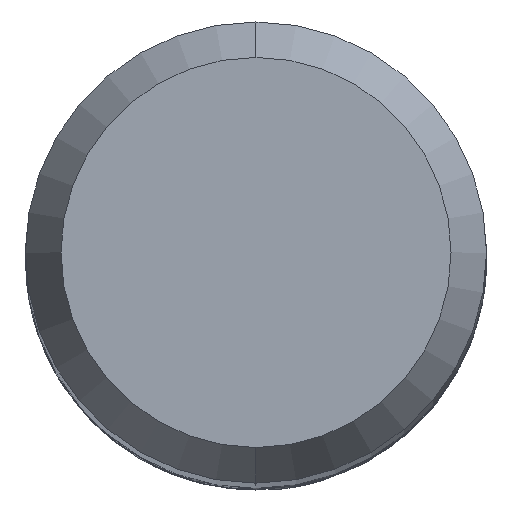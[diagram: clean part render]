
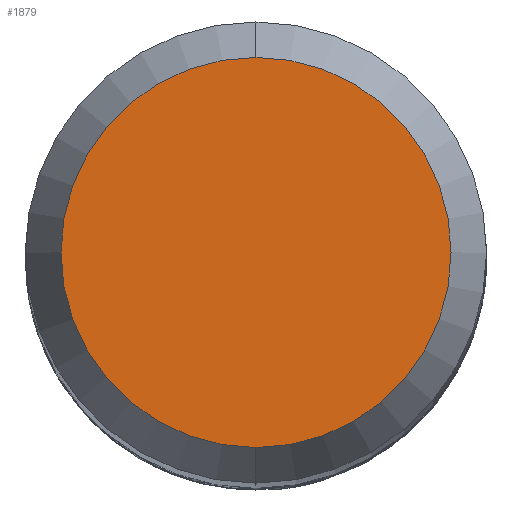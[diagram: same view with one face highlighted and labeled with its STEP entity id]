
A CAD part, top view. The second image highlights one B-rep face of the part: STEP entity #1879.
In plain terms, the highlighted planar face has unit normal (0, 0, 1).
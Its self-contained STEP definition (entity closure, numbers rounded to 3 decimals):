
#1299=EDGE_CURVE('',#1945,#1631,#2817,.T.);
#1411=EDGE_CURVE('',#1631,#1945,#2937,.T.);
#1631=VERTEX_POINT('',#3178);
#1879=ADVANCED_FACE('',(#3452),#3453,.T.);
#1945=VERTEX_POINT('',#3525);
#2817=CIRCLE('',#8124,2.538);
#2937=CIRCLE('',#8961,2.538);
#3178=CARTESIAN_POINT('',(0.0,2.538,0.0));
#3452=FACE_OUTER_BOUND('',#14680,.T.);
#3453=PLANE('',#14681);
#3525=CARTESIAN_POINT('',(0.,-2.538,0.0));
#8124=AXIS2_PLACEMENT_3D('',#18807,#18808,#18809);
#8961=AXIS2_PLACEMENT_3D('',#18896,#18897,#18898);
#14680=EDGE_LOOP('',(#19431,#19432));
#14681=AXIS2_PLACEMENT_3D('',#19433,#19434,#19435);
#18807=CARTESIAN_POINT('',(0.0,0.0,0.0));
#18808=DIRECTION('',(0.0,0.0,-1.0));
#18809=DIRECTION('',(0.0,1.0,0.0));
#18896=CARTESIAN_POINT('',(0.0,0.0,0.0));
#18897=DIRECTION('',(0.0,0.0,-1.0));
#18898=DIRECTION('',(0.0,1.0,0.0));
#19431=ORIENTED_EDGE('',*,*,#1411,.F.);
#19432=ORIENTED_EDGE('',*,*,#1299,.F.);
#19433=CARTESIAN_POINT('',(0.0,1.269,0.0));
#19434=DIRECTION('',(-0.0,0.0,1.0));
#19435=DIRECTION('',(0.0,-1.0,0.0));
